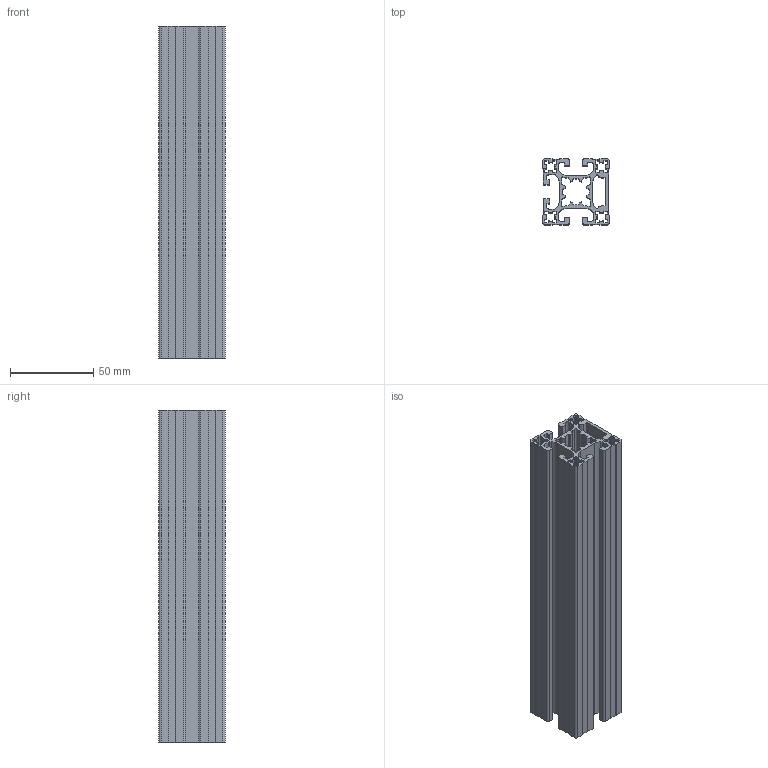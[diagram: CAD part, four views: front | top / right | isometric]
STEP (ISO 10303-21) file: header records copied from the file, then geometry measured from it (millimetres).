
FILE_DESCRIPTION (( 'STEP AP203' ), '1' );
FILE_NAME ('perfil 40x40 face .STEP', '2015-12-14T18:56:33', ( '' ), ( '' ), 'SwSTEP 2.0', 'SolidWorks 2014', '' );
FILE_SCHEMA (( 'CONFIG_CONTROL_DESIGN' ));
Length unit declared in the file: millimetre
Products named in the file (1): perfil 40x40 face 
Bounding box: 40 x 40 x 200 mm (x, y, z)
Volume: 108046.3 mm3; surface area: 117201.5 mm2
Topology: 1 solids, 1 shells, 382 faces, 1140 edges, 760 vertices
Faces by surface type: cylinder 207, plane 175
Entity records: 13079 total; most frequent: DIRECTION 2320, CARTESIAN_POINT 2283, ORIENTED_EDGE 2280, EDGE_CURVE 1140, AXIS2_PLACEMENT_3D 797, VERTEX_POINT 760, LINE 726, VECTOR 726
